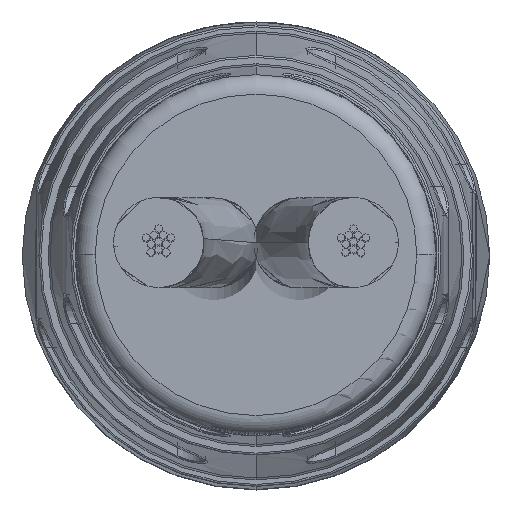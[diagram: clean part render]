
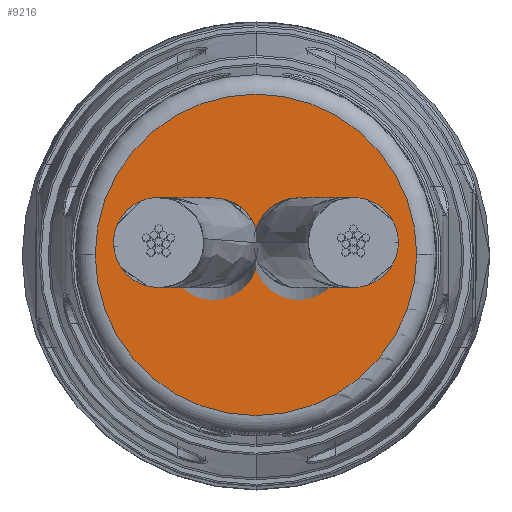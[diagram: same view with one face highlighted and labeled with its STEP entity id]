
A CAD part, top view. The second image highlights one B-rep face of the part: STEP entity #9216.
In plain terms, the highlighted face is planar.
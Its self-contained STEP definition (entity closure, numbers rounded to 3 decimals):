
#536 = EDGE_CURVE ( 'NONE', #15671, #3075, #16375, .T. ) ;
#3075 = VERTEX_POINT ( 'NONE', #18171 ) ;
#3527 = DIRECTION ( 'NONE',  ( 0., 0., 1. ) ) ;
#3560 = DIRECTION ( 'NONE',  ( -1., 0., 0. ) ) ;
#3567 = CARTESIAN_POINT ( 'NONE',  ( 29.822, 3.7, 0. ) ) ;
#4375 = PLANE ( 'NONE',  #13707 ) ;
#6555 = EDGE_LOOP ( 'NONE', ( #20584, #27156 ) ) ;
#8308 = AXIS2_PLACEMENT_3D ( 'NONE', #20906, #20595, #21312 ) ;
#9216 = ADVANCED_FACE ( 'NONE', ( #25758 ), #4375, .F. ) ;
#13317 = CARTESIAN_POINT ( 'NONE',  ( 29.822, 0., 3.301 ) ) ;
#13707 = AXIS2_PLACEMENT_3D ( 'NONE', #3567, #3560, #3527 ) ;
#13911 = EDGE_CURVE ( 'NONE', #3075, #15671, #14063, .T. ) ;
#14063 = CIRCLE ( 'NONE', #24855, 3.301 ) ;
#15671 = VERTEX_POINT ( 'NONE', #13317 ) ;
#16375 = CIRCLE ( 'NONE', #8308, 3.301 ) ;
#18171 = CARTESIAN_POINT ( 'NONE',  ( 29.822, 0., -3.301 ) ) ;
#20584 = ORIENTED_EDGE ( 'NONE', *, *, #536, .T. ) ;
#20595 = DIRECTION ( 'NONE',  ( 1., 0., 0. ) ) ;
#20906 = CARTESIAN_POINT ( 'NONE',  ( 29.822, 0., 0. ) ) ;
#21312 = DIRECTION ( 'NONE',  ( 0., 0., 1. ) ) ;
#22665 = DIRECTION ( 'NONE',  ( 0., 0., 1. ) ) ;
#22688 = DIRECTION ( 'NONE',  ( 1., 0., 0. ) ) ;
#22712 = CARTESIAN_POINT ( 'NONE',  ( 29.822, 0., 0. ) ) ;
#24855 = AXIS2_PLACEMENT_3D ( 'NONE', #22712, #22688, #22665 ) ;
#25758 = FACE_OUTER_BOUND ( 'NONE', #6555, .T. ) ;
#27156 = ORIENTED_EDGE ( 'NONE', *, *, #13911, .T. ) ;
